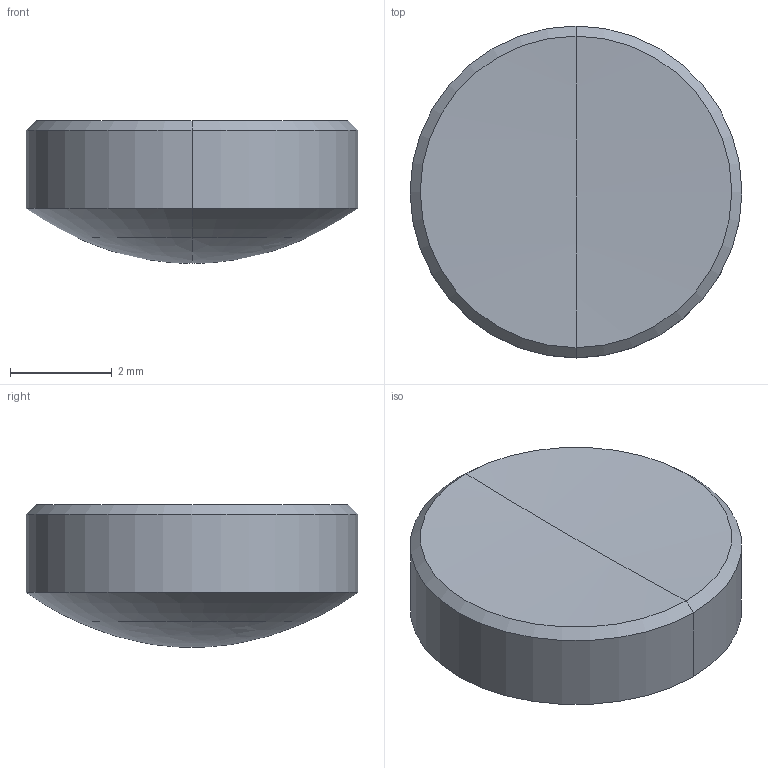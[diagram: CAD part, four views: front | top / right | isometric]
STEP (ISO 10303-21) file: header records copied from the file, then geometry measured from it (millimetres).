
FILE_DESCRIPTION (( 'STEP AP203' ), '1' );
FILE_NAME ('40000222A.STEP', '2020-01-14T15:44:08', ( '' ), ( '' ), 'SwSTEP 2.0', 'SolidWorks 2015', '' );
FILE_SCHEMA (( 'CONFIG_CONTROL_DESIGN' ));
Length unit declared in the file: millimetre
Products named in the file (1): 40000222A
Bounding box: 6.51 x 6.51 x 2.8 mm (x, y, z)
Volume: 74.5 mm3; surface area: 103 mm2
Topology: 1 solids, 1 shells, 10 faces, 20 edges, 10 vertices
Faces by surface type: bspline 2, torus 2, cylinder 2, cone 2, sphere 2
Entity records: 367 total; most frequent: CARTESIAN_POINT 95, DIRECTION 46, ORIENTED_EDGE 36, AXIS2_PLACEMENT_3D 21, EDGE_CURVE 18, CIRCLE 12, VERTEX_POINT 10, FACE_OUTER_BOUND 10
